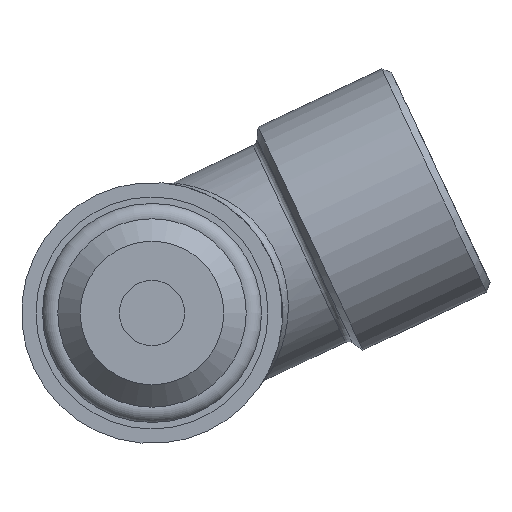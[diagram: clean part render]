
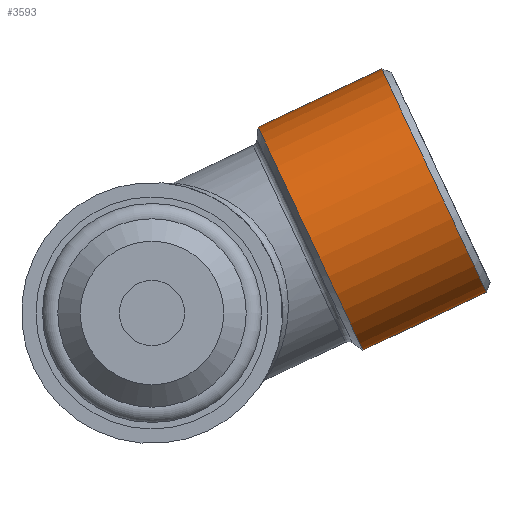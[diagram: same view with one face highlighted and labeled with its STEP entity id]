
A CAD part, front view. The second image highlights one B-rep face of the part: STEP entity #3593.
In plain terms, the highlighted cylindrical face has radius 8.5 mm (diameter 17 mm), a full revolution.
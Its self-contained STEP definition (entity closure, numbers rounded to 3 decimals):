
#2744=CARTESIAN_POINT('',(7.32,17.7,12.827));
#2745=VERTEX_POINT('',#2744);
#2746=CARTESIAN_POINT('',(10.933,17.7,5.132));
#2747=DIRECTION('',(0.905,0.,0.425));
#2748=DIRECTION('',(0.425,0.,-0.905));
#2749=AXIS2_PLACEMENT_3D('',#2746,#2747,#2748);
#2750=CIRCLE('',#2749,8.5);
#2751=EDGE_CURVE('',#2745,#2745,#2750,.T.);
#3574=CARTESIAN_POINT('',(-1.253,17.7,-0.588));
#3575=DIRECTION('',(-0.905,0.,-0.425));
#3576=DIRECTION('',(-0.425,0.,0.905));
#3577=AXIS2_PLACEMENT_3D('',#3574,#3575,#3576);
#3578=CYLINDRICAL_SURFACE('',#3577,8.5);
#3579=CARTESIAN_POINT('',(15.85,17.7,16.831));
#3580=VERTEX_POINT('',#3579);
#3581=CARTESIAN_POINT('',(19.462,17.7,9.137));
#3582=DIRECTION('',(-0.905,0.,-0.425));
#3583=DIRECTION('',(-0.425,0.,0.905));
#3584=AXIS2_PLACEMENT_3D('',#3581,#3582,#3583);
#3585=CIRCLE('',#3584,8.5);
#3586=EDGE_CURVE('',#3580,#3580,#3585,.T.);
#3587=ORIENTED_EDGE('',*,*,#3586,.T.);
#3588=EDGE_LOOP('',(#3587));
#3589=FACE_OUTER_BOUND('',#3588,.T.);
#3590=ORIENTED_EDGE('',*,*,#2751,.T.);
#3591=EDGE_LOOP('',(#3590));
#3592=FACE_BOUND('',#3591,.T.);
#3593=ADVANCED_FACE('',(#3589,#3592),#3578,.T.);
